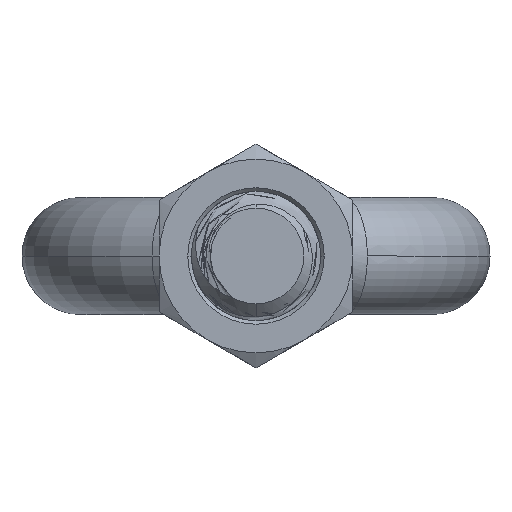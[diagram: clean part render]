
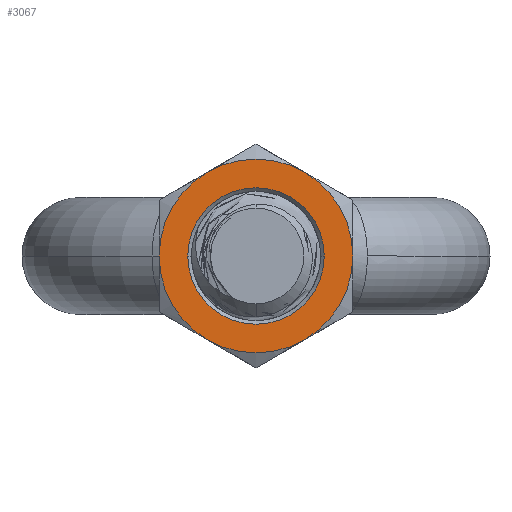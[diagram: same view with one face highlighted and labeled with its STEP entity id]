
A CAD part, front view. The second image highlights one B-rep face of the part: STEP entity #3067.
In plain terms, the highlighted planar face has unit normal (0, -1, 0).
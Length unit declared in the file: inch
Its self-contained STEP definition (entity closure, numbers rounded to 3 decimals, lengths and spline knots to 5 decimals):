
#202 = CARTESIAN_POINT ( 'NONE',  ( 0., -0.46853, 0.11951 ) ) ;
#248 = VERTEX_POINT ( 'NONE', #5470 ) ;
#280 = DIRECTION ( 'NONE',  ( -1., 0., 0. ) ) ;
#339 = AXIS2_PLACEMENT_3D ( 'NONE', #5234, #4679, #5672 ) ;
#354 = CARTESIAN_POINT ( 'NONE',  ( 0., -0.46853, 0. ) ) ;
#380 = CARTESIAN_POINT ( 'NONE',  ( 0., -0.46853, 0. ) ) ;
#550 = VERTEX_POINT ( 'NONE', #4698 ) ;
#592 = CARTESIAN_POINT ( 'NONE',  ( 0., -0.46853, 0. ) ) ;
#593 = EDGE_LOOP ( 'NONE', ( #5477, #2260, #1926, #5988, #2687, #3772 ) ) ;
#758 = CIRCLE ( 'NONE', #339, 0.1035 ) ;
#777 = AXIS2_PLACEMENT_3D ( 'NONE', #3361, #4843, #3485 ) ;
#936 = EDGE_CURVE ( 'NONE', #4381, #2518, #6112, .T. ) ;
#977 = CIRCLE ( 'NONE', #1583, 0.1035 ) ;
#1143 = CARTESIAN_POINT ( 'NONE',  ( -0.05175, -0.46853, 0.08963 ) ) ;
#1156 = DIRECTION ( 'NONE',  ( 0., 0., -1. ) ) ;
#1191 = EDGE_CURVE ( 'NONE', #550, #5469, #2270, .T. ) ;
#1245 = CARTESIAN_POINT ( 'NONE',  ( 0., -0.46853, 0. ) ) ;
#1351 = CARTESIAN_POINT ( 'NONE',  ( 0.05175, -0.46853, -0.08963 ) ) ;
#1374 = DIRECTION ( 'NONE',  ( 0., 1., 0. ) ) ;
#1384 = AXIS2_PLACEMENT_3D ( 'NONE', #3742, #1945, #4744 ) ;
#1407 = CARTESIAN_POINT ( 'NONE',  ( -0.1035, -0.46853, 0. ) ) ;
#1535 = ORIENTED_EDGE ( 'NONE', *, *, #4834, .T. ) ;
#1583 = AXIS2_PLACEMENT_3D ( 'NONE', #354, #5244, #4256 ) ;
#1658 = DIRECTION ( 'NONE',  ( 0., 1., 0. ) ) ;
#1926 = ORIENTED_EDGE ( 'NONE', *, *, #936, .F. ) ;
#1945 = DIRECTION ( 'NONE',  ( 0., 1., 0. ) ) ;
#2260 = ORIENTED_EDGE ( 'NONE', *, *, #4017, .F. ) ;
#2270 = CIRCLE ( 'NONE', #777, 0.1035 ) ;
#2433 = CARTESIAN_POINT ( 'NONE',  ( 0.1035, -0.46853, 0. ) ) ;
#2465 = CIRCLE ( 'NONE', #5987, 0.1035 ) ;
#2518 = VERTEX_POINT ( 'NONE', #1351 ) ;
#2596 = FACE_BOUND ( 'NONE', #2629, .T. ) ;
#2629 = EDGE_LOOP ( 'NONE', ( #1535, #4938 ) ) ;
#2684 = DIRECTION ( 'NONE',  ( 0., 1., 0. ) ) ;
#2687 = ORIENTED_EDGE ( 'NONE', *, *, #3714, .F. ) ;
#2690 = FACE_OUTER_BOUND ( 'NONE', #593, .T. ) ;
#2762 = AXIS2_PLACEMENT_3D ( 'NONE', #380, #1374, #5205 ) ;
#3038 = PLANE ( 'NONE',  #3887 ) ;
#3067 = ADVANCED_FACE ( 'NONE', ( #2596, #2690 ), #3038, .T. ) ;
#3096 = VERTEX_POINT ( 'NONE', #1143 ) ;
#3151 = AXIS2_PLACEMENT_3D ( 'NONE', #592, #5039, #280 ) ;
#3361 = CARTESIAN_POINT ( 'NONE',  ( 0., -0.46853, 0. ) ) ;
#3485 = DIRECTION ( 'NONE',  ( 0., 0., -1. ) ) ;
#3493 = CARTESIAN_POINT ( 'NONE',  ( 0., -0.46853, 0. ) ) ;
#3714 = EDGE_CURVE ( 'NONE', #3096, #248, #758, .T. ) ;
#3742 = CARTESIAN_POINT ( 'NONE',  ( 0., -0.46853, 0. ) ) ;
#3772 = ORIENTED_EDGE ( 'NONE', *, *, #4180, .F. ) ;
#3887 = AXIS2_PLACEMENT_3D ( 'NONE', #202, #4547, #6044 ) ;
#4017 = EDGE_CURVE ( 'NONE', #2518, #550, #2465, .T. ) ;
#4051 = AXIS2_PLACEMENT_3D ( 'NONE', #1245, #2684, #4055 ) ;
#4055 = DIRECTION ( 'NONE',  ( -1., 0., 0. ) ) ;
#4180 = EDGE_CURVE ( 'NONE', #5469, #3096, #4367, .T. ) ;
#4256 = DIRECTION ( 'NONE',  ( 0., 0., -1. ) ) ;
#4367 = CIRCLE ( 'NONE', #3151, 0.1035 ) ;
#4376 = CIRCLE ( 'NONE', #2762, 0.07291 ) ;
#4381 = VERTEX_POINT ( 'NONE', #2433 ) ;
#4547 = DIRECTION ( 'NONE',  ( 0., -1., 0. ) ) ;
#4679 = DIRECTION ( 'NONE',  ( 0., 1., 0. ) ) ;
#4698 = CARTESIAN_POINT ( 'NONE',  ( -0.05175, -0.46853, -0.08963 ) ) ;
#4744 = DIRECTION ( 'NONE',  ( 0., 0., -1. ) ) ;
#4834 = EDGE_CURVE ( 'NONE', #5302, #5624, #5181, .T. ) ;
#4843 = DIRECTION ( 'NONE',  ( 0., 1., 0. ) ) ;
#4938 = ORIENTED_EDGE ( 'NONE', *, *, #5399, .T. ) ;
#4989 = EDGE_CURVE ( 'NONE', #248, #4381, #977, .T. ) ;
#5039 = DIRECTION ( 'NONE',  ( 0., 1., 0. ) ) ;
#5181 = CIRCLE ( 'NONE', #4051, 0.07291 ) ;
#5205 = DIRECTION ( 'NONE',  ( -1., 0., 0. ) ) ;
#5234 = CARTESIAN_POINT ( 'NONE',  ( 0., -0.46853, 0. ) ) ;
#5244 = DIRECTION ( 'NONE',  ( 0., 1., 0. ) ) ;
#5302 = VERTEX_POINT ( 'NONE', #5515 ) ;
#5399 = EDGE_CURVE ( 'NONE', #5624, #5302, #4376, .T. ) ;
#5404 = CARTESIAN_POINT ( 'NONE',  ( -0.07291, -0.46853, 0. ) ) ;
#5469 = VERTEX_POINT ( 'NONE', #1407 ) ;
#5470 = CARTESIAN_POINT ( 'NONE',  ( 0.05175, -0.46853, 0.08963 ) ) ;
#5477 = ORIENTED_EDGE ( 'NONE', *, *, #1191, .F. ) ;
#5515 = CARTESIAN_POINT ( 'NONE',  ( 0.07291, -0.46853, 0. ) ) ;
#5624 = VERTEX_POINT ( 'NONE', #5404 ) ;
#5672 = DIRECTION ( 'NONE',  ( 0., 0., -1. ) ) ;
#5987 = AXIS2_PLACEMENT_3D ( 'NONE', #3493, #1658, #1156 ) ;
#5988 = ORIENTED_EDGE ( 'NONE', *, *, #4989, .F. ) ;
#6044 = DIRECTION ( 'NONE',  ( 0., 0., -1. ) ) ;
#6112 = CIRCLE ( 'NONE', #1384, 0.1035 ) ;
